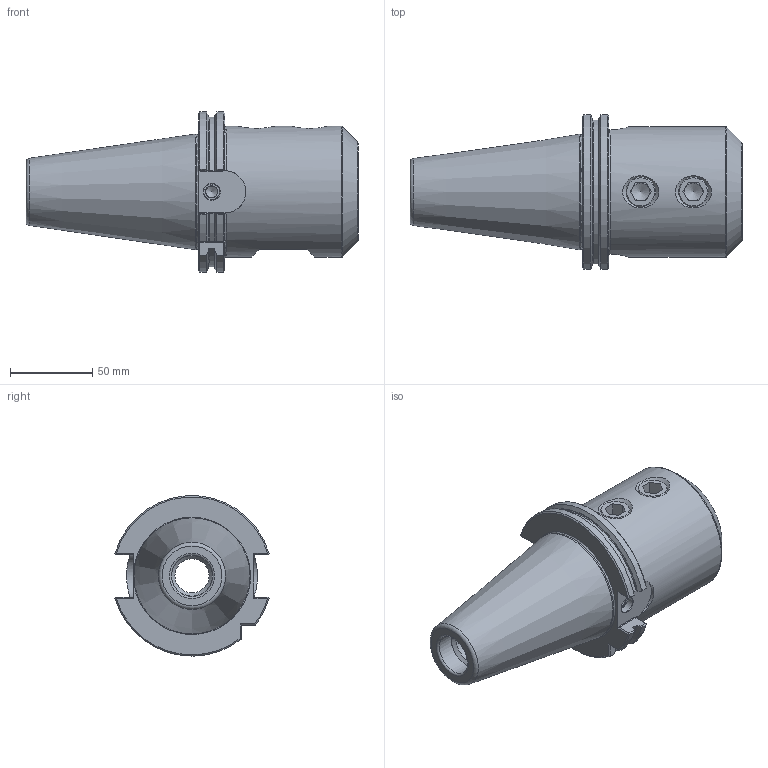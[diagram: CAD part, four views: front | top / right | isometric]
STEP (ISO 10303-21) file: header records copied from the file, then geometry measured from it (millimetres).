
FILE_DESCRIPTION( ( 'Unknown' ), '1' );
FILE_NAME( '225034060-D.stp', 'Unknown', ( 'Unknown' ), ( 'Unknown' ), 'PSStep 15.0.49', 'Unknown', ' ' );
FILE_SCHEMA( ( 'AUTOMOTIVE_DESIGN { 1 0 10303 214 1 1 1 1 }' ) );
Length unit declared in the file: millimetre
Products named in the file (3): 1; 2; 3
Bounding box: 201.6 x 93.58 x 97.32 mm (x, y, z)
Volume: 606545.2 mm3; surface area: 77146 mm2
Topology: 3 solids, 3 shells, 149 faces, 390 edges, 246 vertices
Faces by surface type: plane 77, cone 30, cylinder 28, torus 14
Full cylindrical faces by diameter (mm): 7 x1, 10 x1, 17.835 x2, 20 x2, 20.752 x2, 25 x1, 40 x1, 41 x1, 79.5 x1
Entity records: 5988 total; most frequent: CARTESIAN_POINT 1396, DIRECTION 684, ORIENTED_EDGE 668, EDGE_CURVE 334, AXIS2_PLACEMENT_3D 263, VERTEX_POINT 231, EDGE_LOOP 192, FACE_OUTER_BOUND 167
